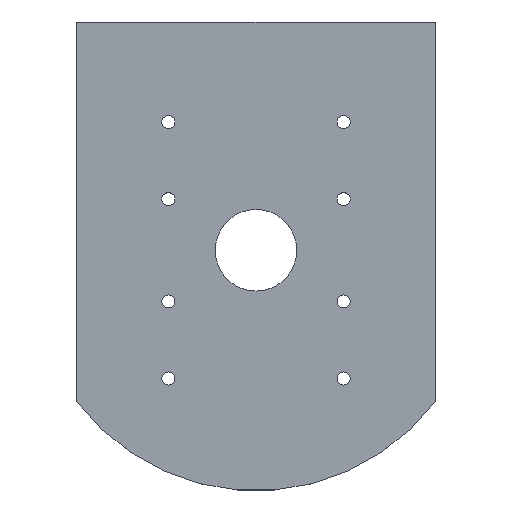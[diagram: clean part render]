
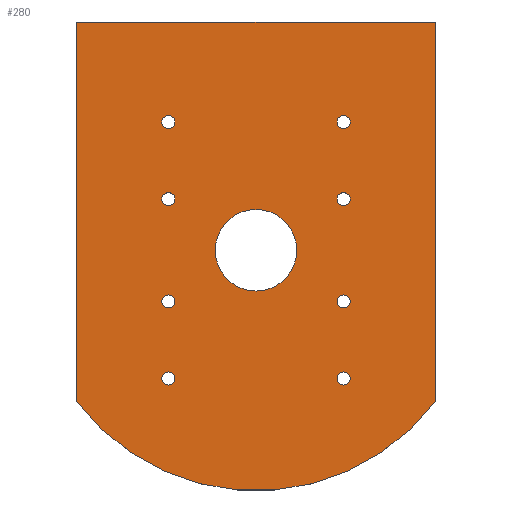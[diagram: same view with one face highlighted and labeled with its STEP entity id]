
A CAD part, top view. The second image highlights one B-rep face of the part: STEP entity #280.
In plain terms, the highlighted planar face has unit normal (0, 0, 1).
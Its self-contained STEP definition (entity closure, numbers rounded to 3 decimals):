
#15=PLANE('',#328);
#21=LINE('',#427,#31);
#24=LINE('',#433,#34);
#26=LINE('',#476,#36);
#31=VECTOR('',#344,1000.);
#34=VECTOR('',#349,1000.);
#36=VECTOR('',#401,1000.);
#71=ORIENTED_EDGE('',*,*,#99,.T.);
#72=ORIENTED_EDGE('',*,*,#103,.F.);
#73=ORIENTED_EDGE('',*,*,#106,.T.);
#74=ORIENTED_EDGE('',*,*,#124,.T.);
#75=ORIENTED_EDGE('',*,*,#121,.F.);
#76=ORIENTED_EDGE('',*,*,#119,.T.);
#77=ORIENTED_EDGE('',*,*,#117,.F.);
#78=ORIENTED_EDGE('',*,*,#115,.T.);
#79=ORIENTED_EDGE('',*,*,#113,.T.);
#80=ORIENTED_EDGE('',*,*,#111,.F.);
#81=ORIENTED_EDGE('',*,*,#109,.F.);
#82=ORIENTED_EDGE('',*,*,#107,.F.);
#83=ORIENTED_EDGE('',*,*,#125,.T.);
#99=EDGE_CURVE('',#130,#129,#154,.T.);
#103=EDGE_CURVE('',#132,#129,#21,.T.);
#106=EDGE_CURVE('',#132,#134,#24,.T.);
#107=EDGE_CURVE('',#135,#135,#155,.T.);
#109=EDGE_CURVE('',#137,#137,#157,.T.);
#111=EDGE_CURVE('',#139,#139,#159,.T.);
#113=EDGE_CURVE('',#141,#141,#161,.T.);
#115=EDGE_CURVE('',#143,#143,#163,.T.);
#117=EDGE_CURVE('',#145,#145,#165,.T.);
#119=EDGE_CURVE('',#147,#147,#167,.T.);
#121=EDGE_CURVE('',#149,#149,#169,.T.);
#124=EDGE_CURVE('',#134,#130,#26,.T.);
#125=EDGE_CURVE('',#151,#151,#171,.T.);
#129=VERTEX_POINT('',#418);
#130=VERTEX_POINT('',#420);
#132=VERTEX_POINT('',#426);
#134=VERTEX_POINT('',#432);
#135=VERTEX_POINT('',#436);
#137=VERTEX_POINT('',#441);
#139=VERTEX_POINT('',#446);
#141=VERTEX_POINT('',#451);
#143=VERTEX_POINT('',#456);
#145=VERTEX_POINT('',#461);
#147=VERTEX_POINT('',#466);
#149=VERTEX_POINT('',#471);
#151=VERTEX_POINT('',#479);
#154=CIRCLE('',#297,55.);
#155=CIRCLE('',#301,1.6);
#157=CIRCLE('',#304,1.6);
#159=CIRCLE('',#307,1.6);
#161=CIRCLE('',#310,1.6);
#163=CIRCLE('',#313,1.6);
#165=CIRCLE('',#316,1.6);
#167=CIRCLE('',#319,1.6);
#169=CIRCLE('',#322,10.);
#171=CIRCLE('',#326,1.6);
#195=EDGE_LOOP('',(#71,#72,#73,#74));
#196=EDGE_LOOP('',(#75));
#197=EDGE_LOOP('',(#76));
#198=EDGE_LOOP('',(#77));
#199=EDGE_LOOP('',(#78));
#200=EDGE_LOOP('',(#79));
#201=EDGE_LOOP('',(#80));
#202=EDGE_LOOP('',(#81));
#203=EDGE_LOOP('',(#82));
#204=EDGE_LOOP('',(#83));
#237=FACE_BOUND('',#195,.T.);
#238=FACE_BOUND('',#196,.T.);
#239=FACE_BOUND('',#197,.T.);
#240=FACE_BOUND('',#198,.T.);
#241=FACE_BOUND('',#199,.T.);
#242=FACE_BOUND('',#200,.T.);
#243=FACE_BOUND('',#201,.T.);
#244=FACE_BOUND('',#202,.T.);
#245=FACE_BOUND('',#203,.T.);
#246=FACE_BOUND('',#204,.T.);
#280=ADVANCED_FACE('',(#237,#238,#239,#240,#241,#242,#243,#244,#245,#246),
#15,.T.);
#297=AXIS2_PLACEMENT_3D('',#419,#337,#338);
#301=AXIS2_PLACEMENT_3D('',#435,#352,#353);
#304=AXIS2_PLACEMENT_3D('',#440,#358,#359);
#307=AXIS2_PLACEMENT_3D('',#445,#364,#365);
#310=AXIS2_PLACEMENT_3D('',#450,#370,#371);
#313=AXIS2_PLACEMENT_3D('',#455,#376,#377);
#316=AXIS2_PLACEMENT_3D('',#460,#382,#383);
#319=AXIS2_PLACEMENT_3D('',#465,#388,#389);
#322=AXIS2_PLACEMENT_3D('',#470,#394,#395);
#326=AXIS2_PLACEMENT_3D('',#478,#404,#405);
#328=AXIS2_PLACEMENT_3D('',#482,#408,#409);
#337=DIRECTION('',(0.,0.,1.));
#338=DIRECTION('',(1.,0.,0.));
#344=DIRECTION('',(0.,-1.,0.));
#349=DIRECTION('',(-1.,0.,0.));
#352=DIRECTION('',(0.,0.,1.));
#353=DIRECTION('',(1.,0.,0.));
#358=DIRECTION('',(0.,0.,1.));
#359=DIRECTION('',(1.,0.,0.));
#364=DIRECTION('',(0.,0.,1.));
#365=DIRECTION('',(1.,0.,0.));
#370=DIRECTION('',(0.,0.,-1.));
#371=DIRECTION('',(1.,0.,0.));
#376=DIRECTION('',(0.,0.,-1.));
#377=DIRECTION('',(1.,0.,0.));
#382=DIRECTION('',(0.,0.,1.));
#383=DIRECTION('',(1.,0.,0.));
#388=DIRECTION('',(0.,0.,-1.));
#389=DIRECTION('',(1.,0.,0.));
#394=DIRECTION('',(0.,0.,1.));
#395=DIRECTION('',(1.,0.,0.));
#401=DIRECTION('',(0.,-1.,0.));
#404=DIRECTION('',(0.,0.,-1.));
#405=DIRECTION('',(1.,0.,0.));
#408=DIRECTION('',(0.,0.,1.));
#409=DIRECTION('',(1.,0.,0.));
#418=CARTESIAN_POINT('',(44.,-43.,1.6));
#419=CARTESIAN_POINT('',(0.,-10.,1.6));
#420=CARTESIAN_POINT('',(-44.,-43.,1.6));
#426=CARTESIAN_POINT('',(44.,50.,1.6));
#427=CARTESIAN_POINT('',(44.,3.5,1.6));
#432=CARTESIAN_POINT('',(-44.,50.,1.6));
#433=CARTESIAN_POINT('',(0.,50.,1.6));
#435=CARTESIAN_POINT('',(-21.5,-37.45,1.6));
#436=CARTESIAN_POINT('',(-19.9,-37.45,1.6));
#440=CARTESIAN_POINT('',(21.5,-18.55,1.6));
#441=CARTESIAN_POINT('',(23.1,-18.55,1.6));
#445=CARTESIAN_POINT('',(-21.5,6.55,1.6));
#446=CARTESIAN_POINT('',(-19.9,6.55,1.6));
#450=CARTESIAN_POINT('',(21.5,6.55,1.6));
#451=CARTESIAN_POINT('',(23.1,6.55,1.6));
#455=CARTESIAN_POINT('',(-21.5,25.45,1.6));
#456=CARTESIAN_POINT('',(-19.9,25.45,1.6));
#460=CARTESIAN_POINT('',(21.5,25.45,1.6));
#461=CARTESIAN_POINT('',(23.1,25.45,1.6));
#465=CARTESIAN_POINT('',(21.5,-37.45,1.6));
#466=CARTESIAN_POINT('',(23.1,-37.45,1.6));
#470=CARTESIAN_POINT('',(0.,-6.,1.6));
#471=CARTESIAN_POINT('',(10.,-6.,1.6));
#476=CARTESIAN_POINT('',(-44.,3.5,1.6));
#478=CARTESIAN_POINT('',(-21.5,-18.55,1.6));
#479=CARTESIAN_POINT('',(-19.9,-18.55,1.6));
#482=CARTESIAN_POINT('',(12.657,-7.5,1.6));
